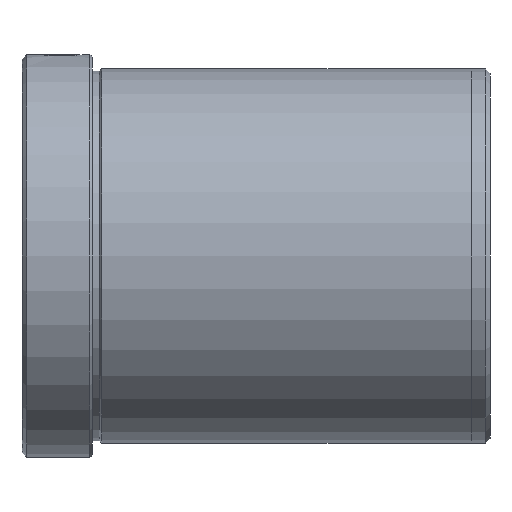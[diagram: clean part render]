
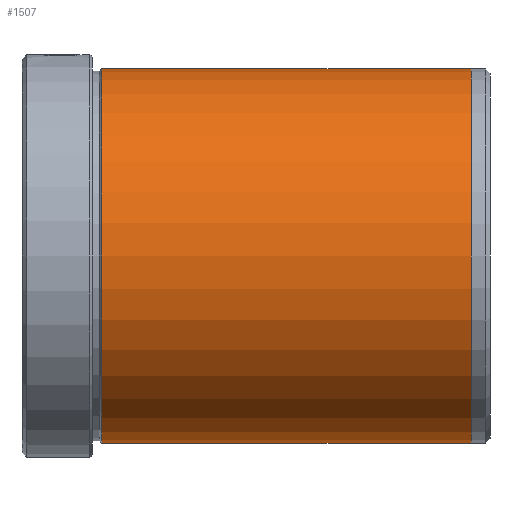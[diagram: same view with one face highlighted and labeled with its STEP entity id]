
A CAD part, left-side view. The second image highlights one B-rep face of the part: STEP entity #1507.
In plain terms, the highlighted cylindrical face has radius 40 mm (diameter 80 mm), a partial arc.
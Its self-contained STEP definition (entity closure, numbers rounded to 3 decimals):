
#27 = CARTESIAN_POINT ( 'NONE',  ( 0., -17., -40. ) ) ;
#55 = CARTESIAN_POINT ( 'NONE',  ( 0., 0., 40. ) ) ;
#128 = VERTEX_POINT ( 'NONE', #273 ) ;
#153 = CARTESIAN_POINT ( 'NONE',  ( 0., -96., 0. ) ) ;
#198 = VERTEX_POINT ( 'NONE', #27 ) ;
#231 = CARTESIAN_POINT ( 'NONE',  ( 0., -96., -40. ) ) ;
#243 = AXIS2_PLACEMENT_3D ( 'NONE', #153, #1124, #290 ) ;
#264 = EDGE_LOOP ( 'NONE', ( #1169, #559, #1315, #941 ) ) ;
#273 = CARTESIAN_POINT ( 'NONE',  ( 0., -96., 40. ) ) ;
#290 = DIRECTION ( 'NONE',  ( 0., 0., -1. ) ) ;
#367 = CARTESIAN_POINT ( 'NONE',  ( 0., -17., 0. ) ) ;
#509 = DIRECTION ( 'NONE',  ( 0., 0., 1. ) ) ;
#522 = VERTEX_POINT ( 'NONE', #1468 ) ;
#527 = EDGE_CURVE ( 'NONE', #198, #522, #1162, .T. ) ;
#556 = LINE ( 'NONE', #55, #923 ) ;
#559 = ORIENTED_EDGE ( 'NONE', *, *, #1486, .F. ) ;
#571 = CARTESIAN_POINT ( 'NONE',  ( 0., 0., 0. ) ) ;
#602 = LINE ( 'NONE', #843, #1625 ) ;
#650 = VERTEX_POINT ( 'NONE', #231 ) ;
#668 = CYLINDRICAL_SURFACE ( 'NONE', #703, 40. ) ;
#703 = AXIS2_PLACEMENT_3D ( 'NONE', #571, #1257, #720 ) ;
#720 = DIRECTION ( 'NONE',  ( 0., 0., 1. ) ) ;
#726 = AXIS2_PLACEMENT_3D ( 'NONE', #367, #1338, #509 ) ;
#843 = CARTESIAN_POINT ( 'NONE',  ( 0., 0., -40. ) ) ;
#883 = EDGE_CURVE ( 'NONE', #650, #198, #602, .T. ) ;
#923 = VECTOR ( 'NONE', #1150, 1000. ) ;
#941 = ORIENTED_EDGE ( 'NONE', *, *, #527, .F. ) ;
#1124 = DIRECTION ( 'NONE',  ( 0., -1., 0. ) ) ;
#1150 = DIRECTION ( 'NONE',  ( 0., 1., 0. ) ) ;
#1162 = CIRCLE ( 'NONE', #726, 40. ) ;
#1169 = ORIENTED_EDGE ( 'NONE', *, *, #883, .F. ) ;
#1257 = DIRECTION ( 'NONE',  ( 0., 1., 0. ) ) ;
#1315 = ORIENTED_EDGE ( 'NONE', *, *, #1365, .T. ) ;
#1338 = DIRECTION ( 'NONE',  ( 0., 1., 0. ) ) ;
#1365 = EDGE_CURVE ( 'NONE', #128, #522, #556, .T. ) ;
#1392 = DIRECTION ( 'NONE',  ( 0., 1., 0. ) ) ;
#1447 = CIRCLE ( 'NONE', #243, 40. ) ;
#1468 = CARTESIAN_POINT ( 'NONE',  ( 0., -17., 40. ) ) ;
#1486 = EDGE_CURVE ( 'NONE', #128, #650, #1447, .T. ) ;
#1489 = FACE_OUTER_BOUND ( 'NONE', #264, .T. ) ;
#1507 = ADVANCED_FACE ( 'NONE', ( #1489 ), #668, .T. ) ;
#1625 = VECTOR ( 'NONE', #1392, 1000. ) ;
